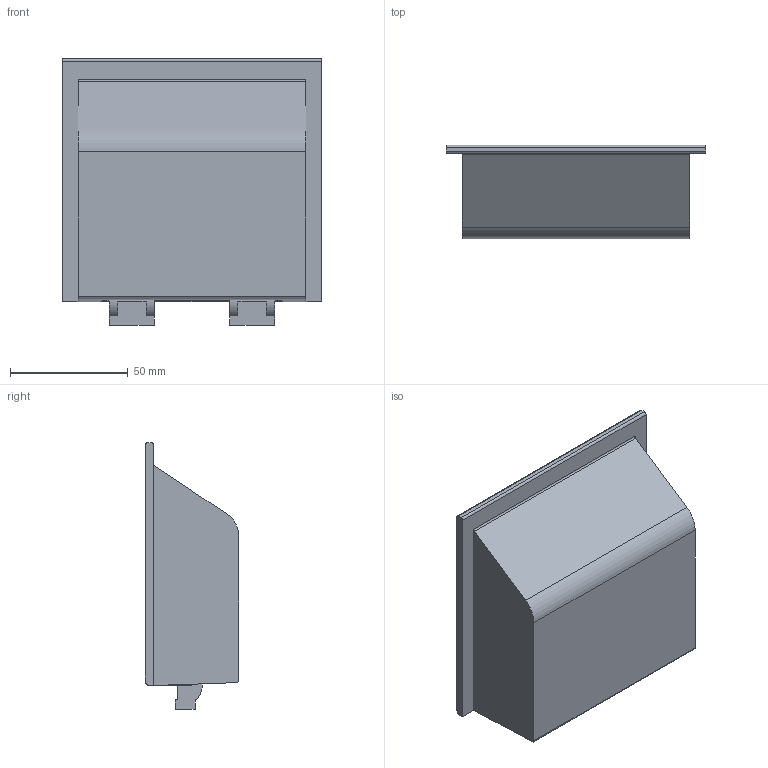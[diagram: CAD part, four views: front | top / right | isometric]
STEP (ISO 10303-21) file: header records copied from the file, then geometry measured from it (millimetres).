
FILE_DESCRIPTION(/* description */ ('STEP AP214'),/* implementation_level */ '2;1');
FILE_NAME(/* name */ '416500002_Greifschale_Nut_10_110x105x40.stp',/* time_stamp */ '2022-07-04T10:42:59+02:00',/* author */ ('Praktikant'),/* organization */ ('CADENAS'),/* preprocessor_version */ 'ST-DEVELOPER v17.2',/* originating_system */ 'Autodesk Inventor 2019',/* authorisation */ ' ');
FILE_SCHEMA (('AUTOMOTIVE_DESIGN { 1 0 10303 214 3 1 1 }'));
Length unit declared in the file: millimetre
Products named in the file (1): 416500002_Greifschale_Nut_10_110x105x40
Bounding box: 110 x 39.6 x 113.1 mm (x, y, z)
Volume: 65777.2 mm3; surface area: 47404.7 mm2
Topology: 1 solids, 1 shells, 77 faces, 212 edges, 142 vertices
Faces by surface type: plane 57, cylinder 19, cone 1
Full cylindrical faces by diameter (mm): 5.4 x1, 10 x4
Entity records: 2508 total; most frequent: CARTESIAN_POINT 432, ORIENTED_EDGE 424, DIRECTION 420, EDGE_CURVE 212, LINE 160, VECTOR 160, VERTEX_POINT 142, AXIS2_PLACEMENT_3D 130
